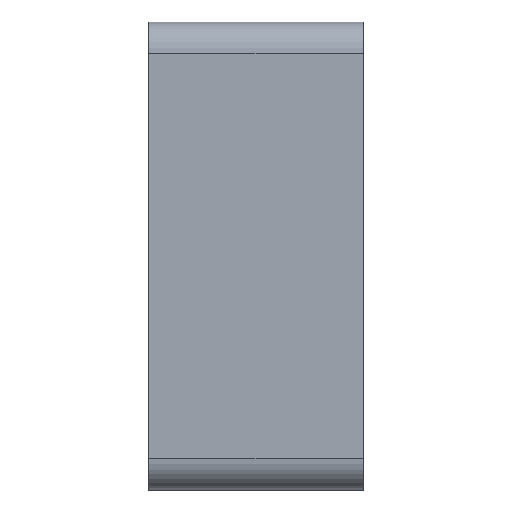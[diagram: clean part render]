
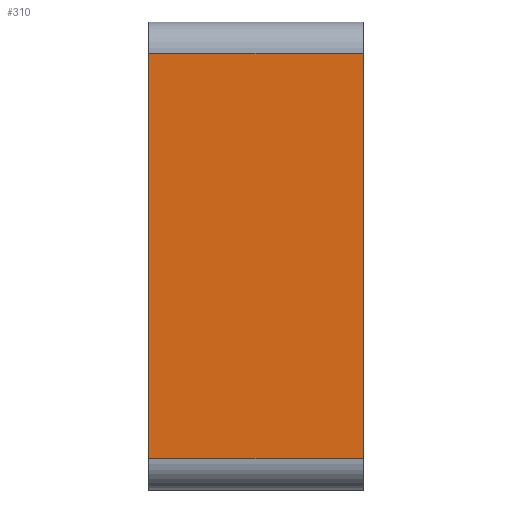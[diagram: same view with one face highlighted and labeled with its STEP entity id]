
A CAD part, front view. The second image highlights one B-rep face of the part: STEP entity #310.
In plain terms, the highlighted planar face has unit normal (0, -1, 0).
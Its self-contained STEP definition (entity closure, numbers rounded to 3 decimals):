
#48=FACE_OUTER_BOUND('',#70,.T.);
#70=EDGE_LOOP('',(#263,#264,#265,#266));
#82=LINE('',#466,#112);
#94=LINE('',#504,#124);
#100=LINE('',#520,#130);
#101=LINE('',#522,#131);
#112=VECTOR('',#374,10.);
#124=VECTOR('',#406,10.);
#130=VECTOR('',#426,10.);
#131=VECTOR('',#429,10.);
#144=VERTEX_POINT('',#463);
#145=VERTEX_POINT('',#465);
#160=VERTEX_POINT('',#501);
#161=VERTEX_POINT('',#503);
#172=EDGE_CURVE('',#144,#145,#82,.T.);
#191=EDGE_CURVE('',#160,#161,#94,.T.);
#200=EDGE_CURVE('',#161,#144,#100,.T.);
#201=EDGE_CURVE('',#160,#145,#101,.T.);
#263=ORIENTED_EDGE('',*,*,#191,.F.);
#264=ORIENTED_EDGE('',*,*,#201,.T.);
#265=ORIENTED_EDGE('',*,*,#172,.F.);
#266=ORIENTED_EDGE('',*,*,#200,.F.);
#298=PLANE('',#352);
#310=ADVANCED_FACE('',(#48),#298,.F.);
#352=AXIS2_PLACEMENT_3D('',#521,#427,#428);
#374=DIRECTION('',(0.,0.,1.));
#406=DIRECTION('',(0.,0.,-1.));
#426=DIRECTION('',(-1.,0.,0.));
#427=DIRECTION('center_axis',(0.,1.,0.));
#428=DIRECTION('ref_axis',(0.,0.,-1.));
#429=DIRECTION('',(-1.,0.,0.));
#463=CARTESIAN_POINT('',(341.061,-4.253,822.116));
#465=CARTESIAN_POINT('',(341.061,-4.253,856.116));
#466=CARTESIAN_POINT('',(341.061,-4.253,819.866));
#501=CARTESIAN_POINT('',(359.061,-4.253,856.116));
#503=CARTESIAN_POINT('',(359.061,-4.253,822.116));
#504=CARTESIAN_POINT('',(359.061,-4.253,819.866));
#520=CARTESIAN_POINT('',(359.061,-4.253,822.116));
#521=CARTESIAN_POINT('Origin',(359.061,-4.253,856.116));
#522=CARTESIAN_POINT('',(359.061,-4.253,856.116));
